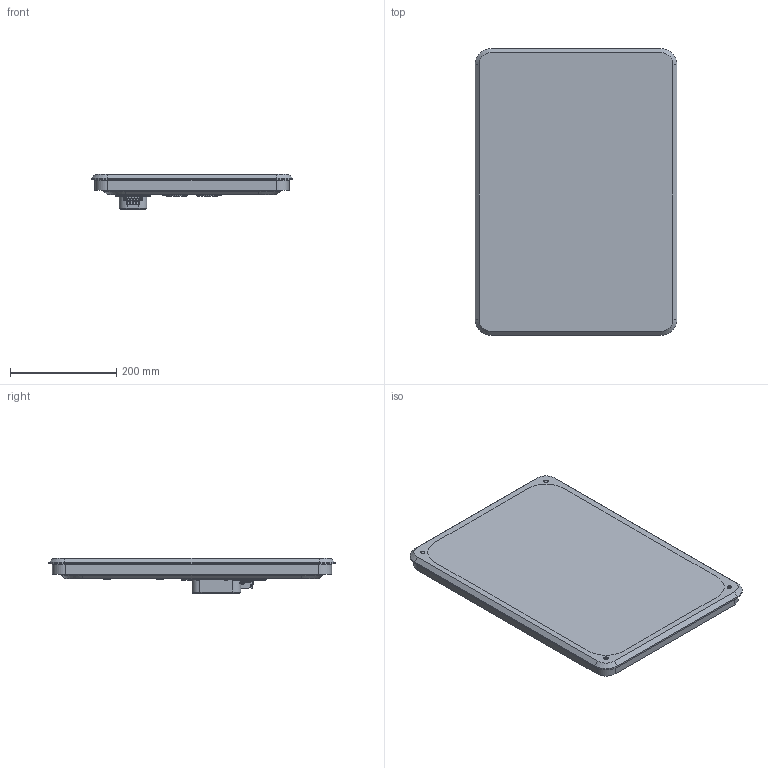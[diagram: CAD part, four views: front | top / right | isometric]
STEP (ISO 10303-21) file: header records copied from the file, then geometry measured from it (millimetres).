
FILE_DESCRIPTION (( 'STEP AP203' ), '1' );
FILE_NAME ('ETNA TR.STEP', '2024-09-17T15:08:35', ( '' ), ( '' ), 'SwSTEP 2.0', 'SolidWorks 2024', '' );
FILE_SCHEMA (( 'CONFIG_CONTROL_DESIGN' ));
Length unit declared in the file: millimetre
Products named in the file (17): Мембрана М2; ETNA TR; Бокс Транса; резьбовая вставка; винт мебельный 6_25; Клеммник; prevailing torque nut style 1 insert_din_DIN EN ISO 7040 - M4 - N; hex socket head screws_iso_ISO 14586 - ST3.5 x 22-C-N; Гриль М2; Корпус М2; Рамка М2; трансформатор; кольцо стеклотекст; резьбовая заклепка; socket countersunk head screw_din_DIN 7991 - M4 x 10 --- 5.6N; Экс М2.; hex tapping screws_iso_Tapping Screw ISO 14585 - ST3.5 x 9.5-C-N
Assembly tree (51 placements, depth 2):
  ETNA TR
    Мембрана М2
    Экс М2.  x2
    Гриль М2
    Рамка М2
    Корпус М2
    hex tapping screws_iso_Tapping Screw ISO 14585 - ST3.5 x 9.5-C-N  x20
    кольцо стеклотекст  x2
    резьбовая заклепка  x4
    винт мебельный 6_25  x4
    резьбовая вставка  x4
    hex socket head screws_iso_ISO 14586 - ST3.5 x 22-C-N  x4
    Бокс Транса
    Клеммник
    трансформатор
    socket countersunk head screw_din_DIN 7991 - M4 x 10 --- 5.6N  x2
    prevailing torque nut style 1 insert_din_DIN EN ISO 7040 - M4 - N  x2
Bounding box: 380 x 540 x 66.3 mm (x, y, z)
Volume: 2706631.2 mm3; surface area: 1263614.3 mm2
Topology: 55 solids, 55 shells, 2469 faces, 5781 edges, 3515 vertices
Faces by surface type: plane 1125, cylinder 819, cone 307, torus 130, bspline 48, sphere 40
Entity records: 47519 total; most frequent: DIRECTION 8130, CARTESIAN_POINT 7858, ORIENTED_EDGE 7392, EDGE_CURVE 3696, AXIS2_PLACEMENT_3D 2958, VERTEX_POINT 2328, LINE 2214, VECTOR 2214
